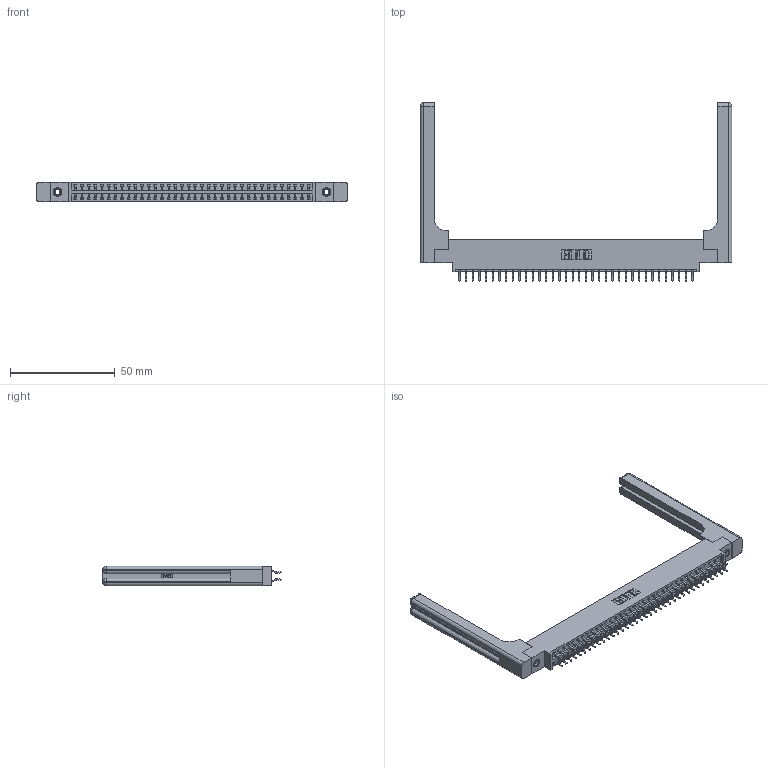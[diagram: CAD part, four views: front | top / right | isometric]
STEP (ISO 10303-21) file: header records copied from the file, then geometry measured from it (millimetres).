
FILE_DESCRIPTION (( 'STEP AP203' ), '1' );
FILE_NAME ('396-072-556-858.STEP', '2019-11-02T11:22:12', ( '' ), ( '' ), 'SwSTEP 2.0', 'SolidWorks 2016', '' );
FILE_SCHEMA (( 'CONFIG_CONTROL_DESIGN' ));
Length unit declared in the file: inch
Products named in the file (5): 346 Part_0.170 Offset - 0.156 Dia-TH; 345-292-001_556 Tail; 345-250-001_345-250-001-102; 346-220-058_345-220-058; 396-072-556-858
Assembly tree (77 placements, depth 2):
  396-072-556-858
    346 Part_0.170 Offset - 0.156 Dia-TH
    345-292-001_556 Tail  x72
    345-250-001_345-250-001-102  x2
    346-220-058_345-220-058  x2
Bounding box: 148.36 x 84.84 x 9.4 mm (x, y, z)
Volume: 21757.3 mm3; surface area: 24596.7 mm2
Topology: 77 solids, 77 shells, 4558 faces, 13463 edges, 8858 vertices
Faces by surface type: plane 3036, cylinder 1462, bspline 36, cone 12, sphere 8, torus 4
Entity records: 29836 total; most frequent: CARTESIAN_POINT 5949, ORIENTED_EDGE 4668, DIRECTION 4214, EDGE_CURVE 2334, VECTOR 1958, LINE 1958, VERTEX_POINT 1546, AXIS2_PLACEMENT_3D 1128
